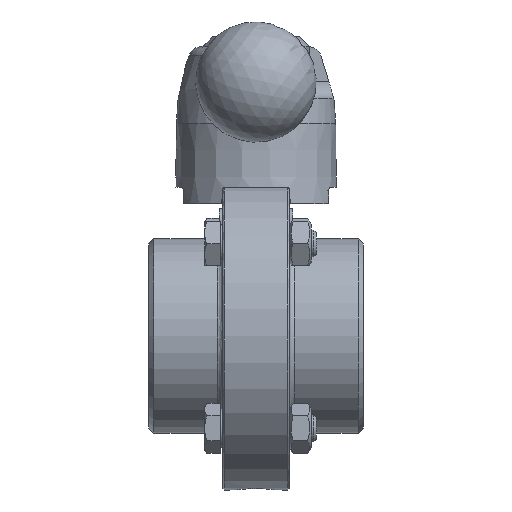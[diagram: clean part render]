
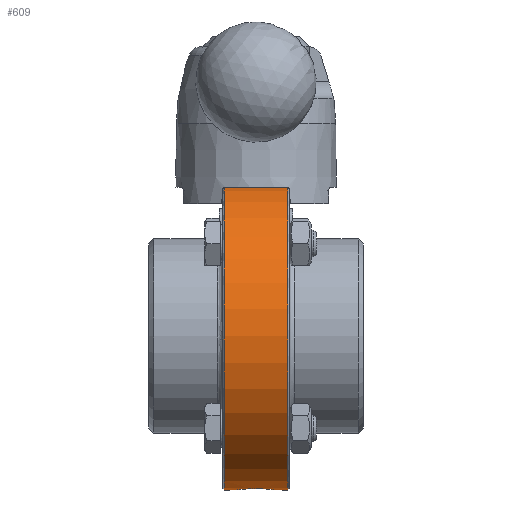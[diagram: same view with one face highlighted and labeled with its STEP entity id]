
A CAD part, front view. The second image highlights one B-rep face of the part: STEP entity #609.
In plain terms, the highlighted cylindrical face has radius 46 mm (diameter 92 mm), a full revolution.
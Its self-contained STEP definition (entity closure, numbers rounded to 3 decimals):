
#458=CARTESIAN_POINT('',(4.75,0.0,0.0));
#459=DIRECTION('',(1.0,0.0,0.0));
#460=DIRECTION('',(0.0,1.0,0.0));
#461=AXIS2_PLACEMENT_3D('',#458,#459,#460);
#462=CYLINDRICAL_SURFACE('',#461,46.);
#463=CARTESIAN_POINT('',(-9.5,-46.,0.0));
#464=VERTEX_POINT('',#463);
#465=CARTESIAN_POINT('',(-9.5,0.0,0.0));
#466=DIRECTION('',(-1.0,0.0,0.0));
#467=DIRECTION('',(0.0,-1.0,0.0));
#468=AXIS2_PLACEMENT_3D('',#465,#466,#467);
#469=CIRCLE('',#468,46.);
#470=EDGE_CURVE('',#464,#464,#469,.T.);
#471=ORIENTED_EDGE('',*,*,#470,.F.);
#472=EDGE_LOOP('',(#471));
#473=FACE_OUTER_BOUND('',#472,.T.);
#474=CARTESIAN_POINT('',(0.,6.1,45.594));
#475=VERTEX_POINT('',#474);
#476=CARTESIAN_POINT('',(6.1,0.,46.));
#477=VERTEX_POINT('',#476);
#478=CARTESIAN_POINT('',(0.,6.1,45.594));
#479=CARTESIAN_POINT('',(0.767,6.1,45.594));
#480=CARTESIAN_POINT('',(1.584,5.947,45.615));
#481=CARTESIAN_POINT('',(3.087,5.324,45.692));
#482=CARTESIAN_POINT('',(3.772,4.854,45.746));
#483=CARTESIAN_POINT('',(4.854,3.772,45.848));
#484=CARTESIAN_POINT('',(5.324,3.087,45.902));
#485=CARTESIAN_POINT('',(5.947,1.584,45.979));
#486=CARTESIAN_POINT('',(6.1,0.767,46.0));
#487=CARTESIAN_POINT('',(6.1,0.,46.0));
#488=B_SPLINE_CURVE_WITH_KNOTS('',3,(#478,#479,#480,#481,#482,#483,#484,#485,#486,#487),.UNSPECIFIED.,.F.,.U.,(4,2,2,2,4),(0.0,0.23,0.46,0.69,0.92),.UNSPECIFIED.);
#489=EDGE_CURVE('',#475,#477,#488,.T.);
#490=ORIENTED_EDGE('',*,*,#489,.T.);
#491=CARTESIAN_POINT('',(0.,-6.1,45.594));
#492=VERTEX_POINT('',#491);
#493=CARTESIAN_POINT('',(6.1,0.,46.0));
#494=CARTESIAN_POINT('',(6.1,-0.767,46.0));
#495=CARTESIAN_POINT('',(5.947,-1.584,45.979));
#496=CARTESIAN_POINT('',(5.324,-3.087,45.902));
#497=CARTESIAN_POINT('',(4.854,-3.772,45.848));
#498=CARTESIAN_POINT('',(3.772,-4.854,45.746));
#499=CARTESIAN_POINT('',(3.087,-5.324,45.692));
#500=CARTESIAN_POINT('',(1.584,-5.947,45.615));
#501=CARTESIAN_POINT('',(0.767,-6.1,45.594));
#502=CARTESIAN_POINT('',(0.,-6.1,45.594));
#503=B_SPLINE_CURVE_WITH_KNOTS('',3,(#493,#494,#495,#496,#497,#498,#499,#500,#501,#502),.UNSPECIFIED.,.F.,.U.,(4,2,2,2,4),(0.92,1.15,1.38,1.61,1.841),.UNSPECIFIED.);
#504=EDGE_CURVE('',#477,#492,#503,.T.);
#505=ORIENTED_EDGE('',*,*,#504,.T.);
#506=CARTESIAN_POINT('',(-6.1,0.,46.));
#507=VERTEX_POINT('',#506);
#508=CARTESIAN_POINT('',(0.,-6.1,45.594));
#509=CARTESIAN_POINT('',(-0.767,-6.1,45.594));
#510=CARTESIAN_POINT('',(-1.584,-5.947,45.615));
#511=CARTESIAN_POINT('',(-3.087,-5.324,45.692));
#512=CARTESIAN_POINT('',(-3.772,-4.854,45.746));
#513=CARTESIAN_POINT('',(-4.854,-3.772,45.848));
#514=CARTESIAN_POINT('',(-5.324,-3.087,45.902));
#515=CARTESIAN_POINT('',(-5.947,-1.584,45.979));
#516=CARTESIAN_POINT('',(-6.1,-0.767,46.0));
#517=CARTESIAN_POINT('',(-6.1,0.,46.0));
#518=B_SPLINE_CURVE_WITH_KNOTS('',3,(#508,#509,#510,#511,#512,#513,#514,#515,#516,#517),.UNSPECIFIED.,.F.,.U.,(4,2,2,2,4),(0.0,0.23,0.46,0.69,0.92),.UNSPECIFIED.);
#519=EDGE_CURVE('',#492,#507,#518,.T.);
#520=ORIENTED_EDGE('',*,*,#519,.T.);
#521=CARTESIAN_POINT('',(-6.1,0.,46.0));
#522=CARTESIAN_POINT('',(-6.1,0.767,46.0));
#523=CARTESIAN_POINT('',(-5.947,1.584,45.979));
#524=CARTESIAN_POINT('',(-5.324,3.087,45.902));
#525=CARTESIAN_POINT('',(-4.854,3.772,45.848));
#526=CARTESIAN_POINT('',(-3.772,4.854,45.746));
#527=CARTESIAN_POINT('',(-3.087,5.324,45.692));
#528=CARTESIAN_POINT('',(-1.584,5.947,45.615));
#529=CARTESIAN_POINT('',(-0.767,6.1,45.594));
#530=CARTESIAN_POINT('',(0.,6.1,45.594));
#531=B_SPLINE_CURVE_WITH_KNOTS('',3,(#521,#522,#523,#524,#525,#526,#527,#528,#529,#530),.UNSPECIFIED.,.F.,.U.,(4,2,2,2,4),(0.92,1.15,1.38,1.61,1.841),.UNSPECIFIED.);
#532=EDGE_CURVE('',#507,#475,#531,.T.);
#533=ORIENTED_EDGE('',*,*,#532,.T.);
#534=EDGE_LOOP('',(#490,#505,#520,#533));
#535=FACE_BOUND('',#534,.T.);
#536=CARTESIAN_POINT('',(9.5,46.,0.0));
#537=VERTEX_POINT('',#536);
#538=CARTESIAN_POINT('',(9.5,0.0,0.0));
#539=DIRECTION('',(1.0,0.0,0.0));
#540=DIRECTION('',(0.0,1.0,0.0));
#541=AXIS2_PLACEMENT_3D('',#538,#539,#540);
#542=CIRCLE('',#541,46.);
#543=EDGE_CURVE('',#537,#537,#542,.T.);
#544=ORIENTED_EDGE('',*,*,#543,.F.);
#545=EDGE_LOOP('',(#544));
#546=FACE_BOUND('',#545,.T.);
#547=CARTESIAN_POINT('',(0.,6.1,-45.594));
#548=VERTEX_POINT('',#547);
#549=CARTESIAN_POINT('',(-6.1,0.,-46.));
#550=VERTEX_POINT('',#549);
#551=CARTESIAN_POINT('',(0.,6.1,-45.594));
#552=CARTESIAN_POINT('',(-0.767,6.1,-45.594));
#553=CARTESIAN_POINT('',(-1.584,5.947,-45.615));
#554=CARTESIAN_POINT('',(-3.087,5.324,-45.692));
#555=CARTESIAN_POINT('',(-3.772,4.854,-45.746));
#556=CARTESIAN_POINT('',(-4.854,3.772,-45.848));
#557=CARTESIAN_POINT('',(-5.324,3.087,-45.902));
#558=CARTESIAN_POINT('',(-5.947,1.584,-45.979));
#559=CARTESIAN_POINT('',(-6.1,0.767,-46.));
#560=CARTESIAN_POINT('',(-6.1,0.,-46.));
#561=B_SPLINE_CURVE_WITH_KNOTS('',3,(#551,#552,#553,#554,#555,#556,#557,#558,#559,#560),.UNSPECIFIED.,.F.,.U.,(4,2,2,2,4),(-1.841,-1.61,-1.38,-1.15,-0.92),.UNSPECIFIED.);
#562=EDGE_CURVE('',#548,#550,#561,.T.);
#563=ORIENTED_EDGE('',*,*,#562,.T.);
#564=CARTESIAN_POINT('',(0.,-6.1,-45.594));
#565=VERTEX_POINT('',#564);
#566=CARTESIAN_POINT('',(-6.1,0.,-46.));
#567=CARTESIAN_POINT('',(-6.1,-0.767,-46.));
#568=CARTESIAN_POINT('',(-5.947,-1.584,-45.979));
#569=CARTESIAN_POINT('',(-5.324,-3.087,-45.902));
#570=CARTESIAN_POINT('',(-4.854,-3.772,-45.848));
#571=CARTESIAN_POINT('',(-3.772,-4.854,-45.746));
#572=CARTESIAN_POINT('',(-3.087,-5.324,-45.692));
#573=CARTESIAN_POINT('',(-1.584,-5.947,-45.615));
#574=CARTESIAN_POINT('',(-0.767,-6.1,-45.594));
#575=CARTESIAN_POINT('',(0.,-6.1,-45.594));
#576=B_SPLINE_CURVE_WITH_KNOTS('',3,(#566,#567,#568,#569,#570,#571,#572,#573,#574,#575),.UNSPECIFIED.,.F.,.U.,(4,2,2,2,4),(-0.92,-0.69,-0.46,-0.23,0.0),.UNSPECIFIED.);
#577=EDGE_CURVE('',#550,#565,#576,.T.);
#578=ORIENTED_EDGE('',*,*,#577,.T.);
#579=CARTESIAN_POINT('',(6.1,0.,-46.));
#580=VERTEX_POINT('',#579);
#581=CARTESIAN_POINT('',(0.,-6.1,-45.594));
#582=CARTESIAN_POINT('',(0.767,-6.1,-45.594));
#583=CARTESIAN_POINT('',(1.584,-5.947,-45.615));
#584=CARTESIAN_POINT('',(3.087,-5.324,-45.692));
#585=CARTESIAN_POINT('',(3.772,-4.854,-45.746));
#586=CARTESIAN_POINT('',(4.854,-3.772,-45.848));
#587=CARTESIAN_POINT('',(5.324,-3.087,-45.902));
#588=CARTESIAN_POINT('',(5.947,-1.584,-45.979));
#589=CARTESIAN_POINT('',(6.1,-0.767,-46.));
#590=CARTESIAN_POINT('',(6.1,0.,-46.));
#591=B_SPLINE_CURVE_WITH_KNOTS('',3,(#581,#582,#583,#584,#585,#586,#587,#588,#589,#590),.UNSPECIFIED.,.F.,.U.,(4,2,2,2,4),(-1.841,-1.61,-1.38,-1.15,-0.92),.UNSPECIFIED.);
#592=EDGE_CURVE('',#565,#580,#591,.T.);
#593=ORIENTED_EDGE('',*,*,#592,.T.);
#594=CARTESIAN_POINT('',(6.1,0.,-46.));
#595=CARTESIAN_POINT('',(6.1,0.767,-46.));
#596=CARTESIAN_POINT('',(5.947,1.584,-45.979));
#597=CARTESIAN_POINT('',(5.324,3.087,-45.902));
#598=CARTESIAN_POINT('',(4.854,3.772,-45.848));
#599=CARTESIAN_POINT('',(3.772,4.854,-45.746));
#600=CARTESIAN_POINT('',(3.087,5.324,-45.692));
#601=CARTESIAN_POINT('',(1.584,5.947,-45.615));
#602=CARTESIAN_POINT('',(0.767,6.1,-45.594));
#603=CARTESIAN_POINT('',(0.,6.1,-45.594));
#604=B_SPLINE_CURVE_WITH_KNOTS('',3,(#594,#595,#596,#597,#598,#599,#600,#601,#602,#603),.UNSPECIFIED.,.F.,.U.,(4,2,2,2,4),(-0.92,-0.69,-0.46,-0.23,0.0),.UNSPECIFIED.);
#605=EDGE_CURVE('',#580,#548,#604,.T.);
#606=ORIENTED_EDGE('',*,*,#605,.T.);
#607=EDGE_LOOP('',(#563,#578,#593,#606));
#608=FACE_BOUND('',#607,.T.);
#609=ADVANCED_FACE('',(#473,#535,#546,#608),#462,.T.);
